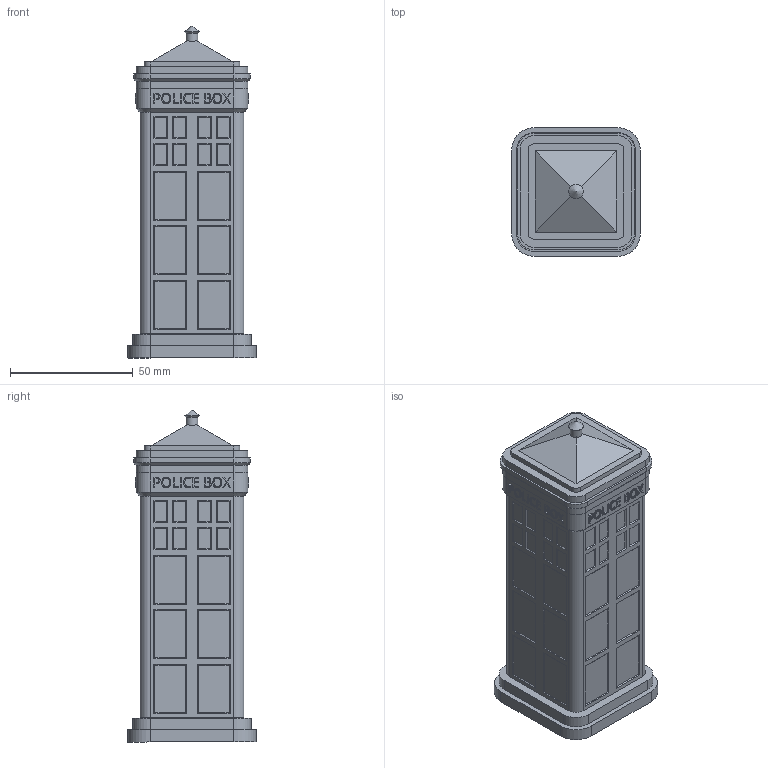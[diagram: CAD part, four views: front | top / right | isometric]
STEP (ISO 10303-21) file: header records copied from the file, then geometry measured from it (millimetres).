
FILE_DESCRIPTION(/* description */ ('STEP AP242','CAx-IF Rec.Pracs.---Representation and Presentation of Product Manufacturing Information (PMI)---4.0---2014-10-13','CAx-IF Rec.Pracs.---3D Tessellated Geometry---0.4---2014-09-14','2;1'),/* implementation_level */ '2;1');
FILE_NAME(/* name */ '67f45a7e2a10d44491ab4a44',/* time_stamp */ '2025-04-07T23:06:39Z',/* author */ (''),/* organization */ (''),/* preprocessor_version */ 'ST-DEVELOPER v20',/* originating_system */ 'ONSHAPE BY PTC INC, 1.196',/* authorisation */ ' ');
FILE_SCHEMA (('AP242_MANAGED_MODEL_BASED_3D_ENGINEERING_MIM_LF { 1 0 10303 442 1 1 4 }'));
Length unit declared in the file: metre
Products named in the file (4): Part 4; Part 3; Part 2; Part 5
Bounding box: 52.3 x 52.3 x 135.07 mm (x, y, z)
Volume: 76349.4 mm3; surface area: 58495.5 mm2
Topology: 4 solids, 4 shells, 1034 faces, 2666 edges, 1754 vertices
Faces by surface type: plane 654, bspline 266, cylinder 65, cone 39, torus 10
Full cylindrical faces by diameter (mm): 4.773 x1, 16 x1, 20.7 x1
Entity records: 33932 total; most frequent: CARTESIAN_POINT 10488, ORIENTED_EDGE 5276, DIRECTION 3793, EDGE_CURVE 2638, LINE 1887, VECTOR 1887, VERTEX_POINT 1746, FACE_BOUND 1172
